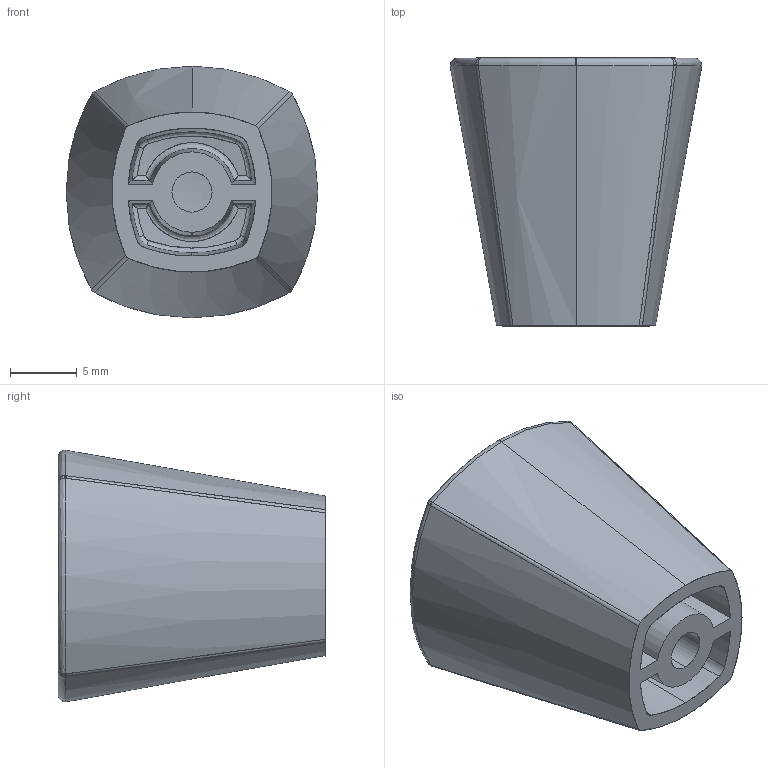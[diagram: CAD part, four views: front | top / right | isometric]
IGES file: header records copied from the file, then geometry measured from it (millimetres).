
Start section: SolidWorks IGES file using analytic representation for surfaces
Global section: file name: 104226.IGS; native system: SolidWorks 2017; preprocessor: SolidWorks 2017; author: ebischoff; date: 180521.080642; units: millimetre
Bounding box: 18.79 x 20 x 18.8 mm (x, y, z)
Surface area: 2373.2 mm2 (no closed solid volume)
Topology: 0 solids, 0 shells, 80 faces, 966 edges, 962 vertices
Faces by surface type: bspline 55, revolution 25
